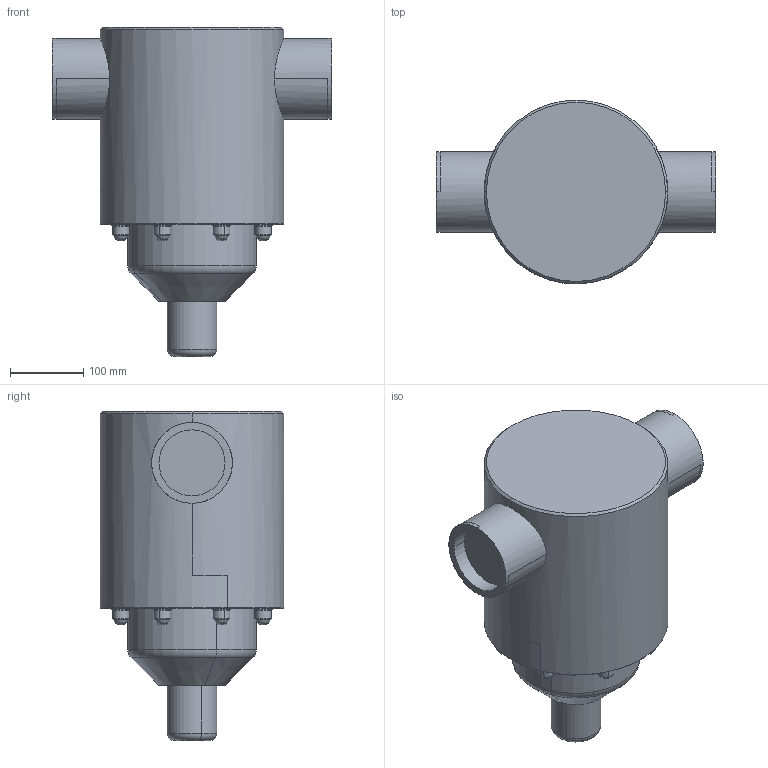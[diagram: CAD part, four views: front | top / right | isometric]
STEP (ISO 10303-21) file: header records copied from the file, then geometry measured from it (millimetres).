
FILE_DESCRIPTION((''),'2;1');
FILE_NAME('KU_V86_PP_DN100_17005495','2019-06-04T',('Kattner'),(''),'PRO/ENGINEER BY PARAMETRIC TECHNOLOGY CORPORATION, 2016360','PRO/ENGINEER BY PARAMETRIC TECHNOLOGY CORPORATION, 2016360','');
FILE_SCHEMA(('AUTOMOTIVE_DESIGN { 1 0 10303 214 1 1 1 1 }'));
Length unit declared in the file: millimetre
Products named in the file (1): KU_V86_PP_DN100_17005495
Bounding box: 380 x 250 x 448 mm (x, y, z)
Volume: 16628568.1 mm3; surface area: 432977.5 mm2
Topology: 1 solids, 1 shells, 120 faces, 288 edges, 174 vertices
Faces by surface type: cylinder 46, cone 38, plane 16, sphere 16, torus 4
Entity records: 3583 total; most frequent: DIRECTION 676, CARTESIAN_POINT 648, ORIENTED_EDGE 544, AXIS2_PLACEMENT_3D 292, EDGE_CURVE 272, VERTEX_POINT 174, CIRCLE 172, EDGE_LOOP 140
